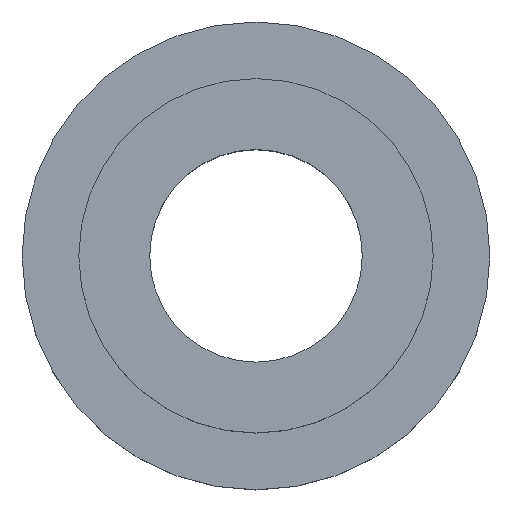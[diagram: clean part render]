
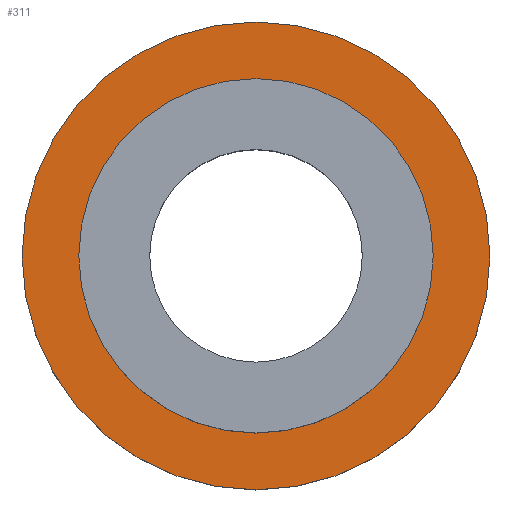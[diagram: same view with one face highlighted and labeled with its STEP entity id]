
A CAD part, top view. The second image highlights one B-rep face of the part: STEP entity #311.
In plain terms, the highlighted planar face has unit normal (0, 0, 1).
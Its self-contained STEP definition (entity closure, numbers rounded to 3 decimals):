
#35 = DIRECTION ( 'NONE',  ( 0., 0., 1. ) ) ;
#46 = FACE_OUTER_BOUND ( 'NONE', #150, .T. ) ;
#55 = EDGE_CURVE ( 'NONE', #327, #474, #214, .T. ) ;
#65 = CARTESIAN_POINT ( 'NONE',  ( 11.5, 0., -24.498 ) ) ;
#74 = CARTESIAN_POINT ( 'NONE',  ( 9., 0., -24.498 ) ) ;
#89 = PLANE ( 'NONE',  #459 ) ;
#116 = DIRECTION ( 'NONE',  ( 1., 0., 0. ) ) ;
#136 = CIRCLE ( 'NONE', #519, 2.5 ) ;
#150 = EDGE_LOOP ( 'NONE', ( #226, #313 ) ) ;
#152 = AXIS2_PLACEMENT_3D ( 'NONE', #244, #448, #165 ) ;
#165 = DIRECTION ( 'NONE',  ( -1., 0., 0. ) ) ;
#176 = ORIENTED_EDGE ( 'NONE', *, *, #386, .T. ) ;
#208 = CARTESIAN_POINT ( 'NONE',  ( 9., 0., -24.498 ) ) ;
#212 = CARTESIAN_POINT ( 'NONE',  ( 9., 0., -24.498 ) ) ;
#213 = AXIS2_PLACEMENT_3D ( 'NONE', #74, #450, #290 ) ;
#214 = CIRCLE ( 'NONE', #372, 3.3 ) ;
#226 = ORIENTED_EDGE ( 'NONE', *, *, #55, .T. ) ;
#244 = CARTESIAN_POINT ( 'NONE',  ( 9., 0., -24.498 ) ) ;
#257 = DIRECTION ( 'NONE',  ( 0., 0., 1. ) ) ;
#259 = DIRECTION ( 'NONE',  ( -1., 0., 0. ) ) ;
#286 = DIRECTION ( 'NONE',  ( 0., 0., -1. ) ) ;
#290 = DIRECTION ( 'NONE',  ( 1., 0., 0. ) ) ;
#305 = CARTESIAN_POINT ( 'NONE',  ( 5.7, 0., -24.498 ) ) ;
#311 = ADVANCED_FACE ( 'NONE', ( #46, #409 ), #89, .T. ) ;
#313 = ORIENTED_EDGE ( 'NONE', *, *, #468, .T. ) ;
#327 = VERTEX_POINT ( 'NONE', #305 ) ;
#340 = CARTESIAN_POINT ( 'NONE',  ( 6.5, 0., -24.498 ) ) ;
#372 = AXIS2_PLACEMENT_3D ( 'NONE', #208, #35, #259 ) ;
#386 = EDGE_CURVE ( 'NONE', #513, #432, #136, .T. ) ;
#387 = CIRCLE ( 'NONE', #213, 3.3 ) ;
#396 = EDGE_LOOP ( 'NONE', ( #176, #524 ) ) ;
#405 = CARTESIAN_POINT ( 'NONE',  ( 12.3, 0., -24.498 ) ) ;
#409 = FACE_BOUND ( 'NONE', #396, .T. ) ;
#426 = EDGE_CURVE ( 'NONE', #432, #513, #495, .T. ) ;
#432 = VERTEX_POINT ( 'NONE', #340 ) ;
#448 = DIRECTION ( 'NONE',  ( 0., 0., -1. ) ) ;
#450 = DIRECTION ( 'NONE',  ( 0., 0., 1. ) ) ;
#459 = AXIS2_PLACEMENT_3D ( 'NONE', #516, #257, #553 ) ;
#468 = EDGE_CURVE ( 'NONE', #474, #327, #387, .T. ) ;
#474 = VERTEX_POINT ( 'NONE', #405 ) ;
#495 = CIRCLE ( 'NONE', #152, 2.5 ) ;
#513 = VERTEX_POINT ( 'NONE', #65 ) ;
#516 = CARTESIAN_POINT ( 'NONE',  ( 5.634, -3.366, -24.498 ) ) ;
#519 = AXIS2_PLACEMENT_3D ( 'NONE', #212, #286, #116 ) ;
#524 = ORIENTED_EDGE ( 'NONE', *, *, #426, .T. ) ;
#553 = DIRECTION ( 'NONE',  ( 1., 0., 0. ) ) ;
